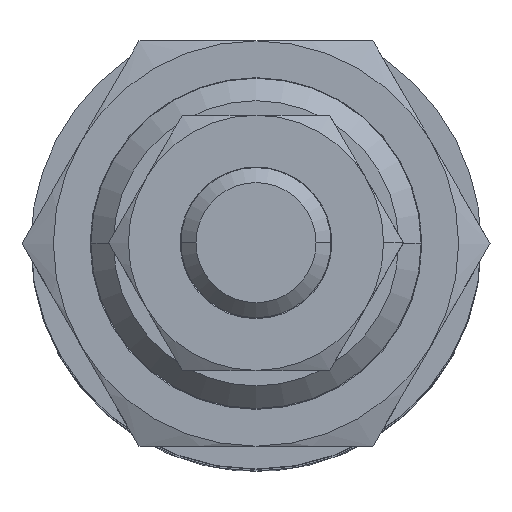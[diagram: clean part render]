
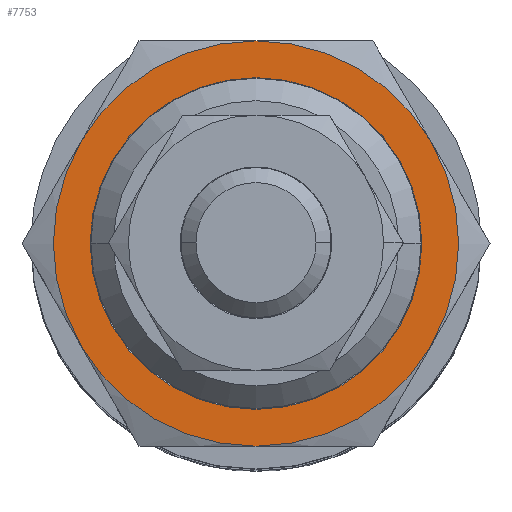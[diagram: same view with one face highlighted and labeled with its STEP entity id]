
A CAD part, top view. The second image highlights one B-rep face of the part: STEP entity #7753.
In plain terms, the highlighted planar face has unit normal (0, 0, 1).
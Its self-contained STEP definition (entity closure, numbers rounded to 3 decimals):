
#12 = ORIENTED_EDGE ( 'NONE', *, *, #9431, .T. ) ;
#134 = AXIS2_PLACEMENT_3D ( 'NONE', #2436, #9037, #672 ) ;
#397 = CARTESIAN_POINT ( 'NONE',  ( 0., 13.5, 107. ) ) ;
#672 = DIRECTION ( 'NONE',  ( 0.866, 0.5, 0. ) ) ;
#748 = CARTESIAN_POINT ( 'NONE',  ( -9.57, -5.525, 107. ) ) ;
#788 = DIRECTION ( 'NONE',  ( 0.866, 0.5, 0. ) ) ;
#1107 = CIRCLE ( 'NONE', #2671, 11.05 ) ;
#1200 = EDGE_CURVE ( 'NONE', #7672, #1410, #3014, .T. ) ;
#1286 = DIRECTION ( 'NONE',  ( 0., 0., 1. ) ) ;
#1403 = DIRECTION ( 'NONE',  ( 0., 0., 1. ) ) ;
#1410 = VERTEX_POINT ( 'NONE', #397 ) ;
#1465 = ORIENTED_EDGE ( 'NONE', *, *, #1200, .T. ) ;
#1518 = CARTESIAN_POINT ( 'NONE',  ( -11.691, -6.75, 107. ) ) ;
#1683 = CARTESIAN_POINT ( 'NONE',  ( 0., 0., 107. ) ) ;
#1758 = CIRCLE ( 'NONE', #8575, 13.5 ) ;
#2081 = DIRECTION ( 'NONE',  ( 0.866, 0.5, 0. ) ) ;
#2129 = ORIENTED_EDGE ( 'NONE', *, *, #6176, .T. ) ;
#2155 = DIRECTION ( 'NONE',  ( 0.866, 0.5, 0. ) ) ;
#2188 = ORIENTED_EDGE ( 'NONE', *, *, #9363, .T. ) ;
#2279 = AXIS2_PLACEMENT_3D ( 'NONE', #3619, #6171, #4537 ) ;
#2436 = CARTESIAN_POINT ( 'NONE',  ( 0., 0., 107. ) ) ;
#2671 = AXIS2_PLACEMENT_3D ( 'NONE', #7031, #8807, #2155 ) ;
#3014 = CIRCLE ( 'NONE', #5551, 13.5 ) ;
#3176 = CARTESIAN_POINT ( 'NONE',  ( 0., 0., 107. ) ) ;
#3478 = VERTEX_POINT ( 'NONE', #5584 ) ;
#3528 = EDGE_CURVE ( 'NONE', #6879, #3727, #1107, .T. ) ;
#3619 = CARTESIAN_POINT ( 'NONE',  ( 0., 0., 107. ) ) ;
#3657 = EDGE_CURVE ( 'NONE', #3727, #6879, #10467, .T. ) ;
#3727 = VERTEX_POINT ( 'NONE', #748 ) ;
#3818 = CIRCLE ( 'NONE', #134, 13.5 ) ;
#3976 = EDGE_CURVE ( 'NONE', #10599, #9679, #6934, .T. ) ;
#4041 = EDGE_CURVE ( 'NONE', #1410, #3478, #3818, .T. ) ;
#4083 = CIRCLE ( 'NONE', #6227, 13.5 ) ;
#4206 = CARTESIAN_POINT ( 'NONE',  ( 0., 0., 107. ) ) ;
#4490 = CIRCLE ( 'NONE', #9362, 13.5 ) ;
#4537 = DIRECTION ( 'NONE',  ( 0.866, 0.5, 0. ) ) ;
#4687 = DIRECTION ( 'NONE',  ( 0., 0., 1. ) ) ;
#5498 = ORIENTED_EDGE ( 'NONE', *, *, #3976, .T. ) ;
#5551 = AXIS2_PLACEMENT_3D ( 'NONE', #9148, #4687, #788 ) ;
#5584 = CARTESIAN_POINT ( 'NONE',  ( -11.691, 6.75, 107. ) ) ;
#6033 = DIRECTION ( 'NONE',  ( 0.866, 0.5, 0. ) ) ;
#6171 = DIRECTION ( 'NONE',  ( 0., 0., 1. ) ) ;
#6176 = EDGE_CURVE ( 'NONE', #3478, #6757, #1758, .T. ) ;
#6227 = AXIS2_PLACEMENT_3D ( 'NONE', #3176, #8004, #8789 ) ;
#6757 = VERTEX_POINT ( 'NONE', #1518 ) ;
#6879 = VERTEX_POINT ( 'NONE', #9682 ) ;
#6911 = DIRECTION ( 'NONE',  ( 0., 0., 1. ) ) ;
#6934 = CIRCLE ( 'NONE', #10065, 13.5 ) ;
#7031 = CARTESIAN_POINT ( 'NONE',  ( 0., 0., 107. ) ) ;
#7360 = ORIENTED_EDGE ( 'NONE', *, *, #4041, .T. ) ;
#7672 = VERTEX_POINT ( 'NONE', #10281 ) ;
#7753 = ADVANCED_FACE ( 'NONE', ( #11601, #7836 ), #10569, .T. ) ;
#7836 = FACE_OUTER_BOUND ( 'NONE', #11982, .T. ) ;
#8004 = DIRECTION ( 'NONE',  ( 0., 0., 1. ) ) ;
#8393 = AXIS2_PLACEMENT_3D ( 'NONE', #11544, #6911, #8921 ) ;
#8575 = AXIS2_PLACEMENT_3D ( 'NONE', #1683, #10109, #9318 ) ;
#8789 = DIRECTION ( 'NONE',  ( 0.866, 0.5, 0. ) ) ;
#8807 = DIRECTION ( 'NONE',  ( 0., 0., 1. ) ) ;
#8876 = ORIENTED_EDGE ( 'NONE', *, *, #3528, .F. ) ;
#8921 = DIRECTION ( 'NONE',  ( 0.866, 0.5, 0. ) ) ;
#9037 = DIRECTION ( 'NONE',  ( 0., 0., 1. ) ) ;
#9148 = CARTESIAN_POINT ( 'NONE',  ( 0., 0., 107. ) ) ;
#9318 = DIRECTION ( 'NONE',  ( 0.866, 0.5, 0. ) ) ;
#9362 = AXIS2_PLACEMENT_3D ( 'NONE', #11469, #1403, #6033 ) ;
#9363 = EDGE_CURVE ( 'NONE', #6757, #10599, #4490, .T. ) ;
#9431 = EDGE_CURVE ( 'NONE', #9679, #7672, #4083, .T. ) ;
#9679 = VERTEX_POINT ( 'NONE', #11167 ) ;
#9682 = CARTESIAN_POINT ( 'NONE',  ( 9.57, 5.525, 107. ) ) ;
#10065 = AXIS2_PLACEMENT_3D ( 'NONE', #4206, #1286, #2081 ) ;
#10109 = DIRECTION ( 'NONE',  ( 0., 0., 1. ) ) ;
#10281 = CARTESIAN_POINT ( 'NONE',  ( 11.691, 6.75, 107. ) ) ;
#10467 = CIRCLE ( 'NONE', #2279, 11.05 ) ;
#10569 = PLANE ( 'NONE',  #8393 ) ;
#10599 = VERTEX_POINT ( 'NONE', #10619 ) ;
#10619 = CARTESIAN_POINT ( 'NONE',  ( 0., -13.5, 107. ) ) ;
#10979 = ORIENTED_EDGE ( 'NONE', *, *, #3657, .F. ) ;
#11167 = CARTESIAN_POINT ( 'NONE',  ( 11.691, -6.75, 107. ) ) ;
#11174 = EDGE_LOOP ( 'NONE', ( #8876, #10979 ) ) ;
#11469 = CARTESIAN_POINT ( 'NONE',  ( 0., 0., 107. ) ) ;
#11544 = CARTESIAN_POINT ( 'NONE',  ( 0., 0., 107. ) ) ;
#11601 = FACE_BOUND ( 'NONE', #11174, .T. ) ;
#11982 = EDGE_LOOP ( 'NONE', ( #12, #1465, #7360, #2129, #2188, #5498 ) ) ;
